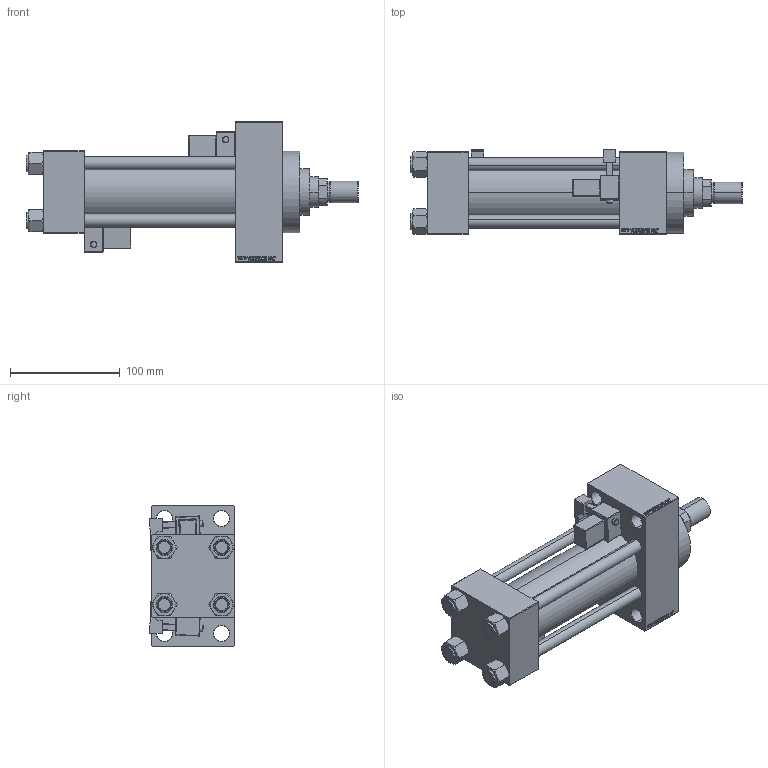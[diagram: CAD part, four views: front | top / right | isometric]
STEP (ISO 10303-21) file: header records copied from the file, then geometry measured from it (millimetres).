
FILE_DESCRIPTION (( 'STEP AP203' ), '1' );
FILE_NAME ('0d60.STEP', '2025-03-26T05:58:43', ( '' ), ( '' ), 'SwSTEP 2.0', 'SolidWorks 2019', '' );
FILE_SCHEMA (( 'CONFIG_CONTROL_DESIGN' ));
Length unit declared in the file: millimetre
Products named in the file (8): V215CR_MSU 8541133213d2a0386f3012c632591040; V215CR_D_TYCINKA 8541133213d2a0386f3012c632591040; NUT_M5_D 8541133213d2a0386f3012c632591040; ROD_END_AH 8541133213d2a0386f3012c632591040; V215_VC_A 8541133213d2a0386f3012c632591040; 0d60; V215CR_VCP_D 8541133213d2a0386f3012c632591040; V215CR_D_Body 8541133213d2a0386f3012c632591040
Assembly tree (14 placements, depth 2):
  0d60
    V215CR_D_Body 8541133213d2a0386f3012c632591040
    V215CR_VCP_D 8541133213d2a0386f3012c632591040
    NUT_M5_D 8541133213d2a0386f3012c632591040  x4
    V215CR_D_TYCINKA 8541133213d2a0386f3012c632591040  x4
    V215_VC_A 8541133213d2a0386f3012c632591040
    ROD_END_AH 8541133213d2a0386f3012c632591040
    V215CR_MSU 8541133213d2a0386f3012c632591040  x2
Bounding box: 303 x 77.3 x 128 mm (x, y, z)
Volume: 990443.2 mm3; surface area: 229312.2 mm2
Topology: 14 solids, 14 shells, 1272 faces, 3136 edges, 1989 vertices
Faces by surface type: plane 559, bspline 368, cylinder 153, cone 146, sphere 24, torus 22
Entity records: 49895 total; most frequent: CARTESIAN_POINT 25475, ORIENTED_EDGE 5382, DIRECTION 3665, EDGE_CURVE 2691, VERTEX_POINT 1749, LINE 1611, VECTOR 1611, EDGE_LOOP 1212
